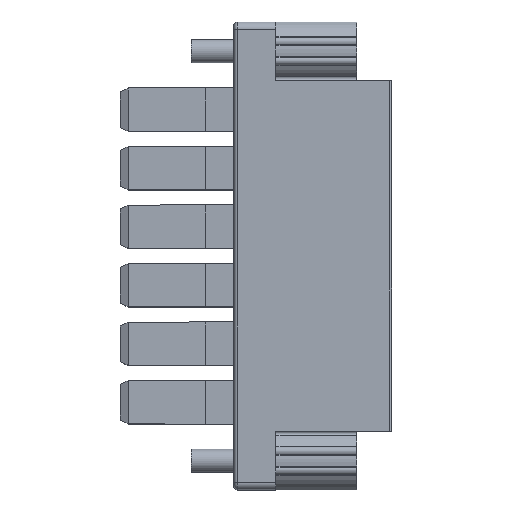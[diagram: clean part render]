
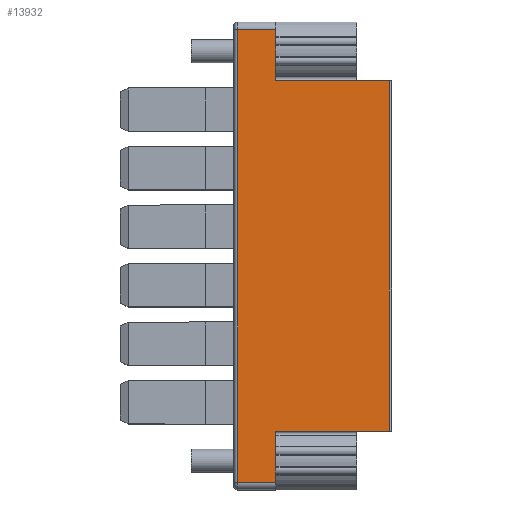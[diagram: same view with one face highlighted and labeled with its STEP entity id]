
A CAD part, top view. The second image highlights one B-rep face of the part: STEP entity #13932.
In plain terms, the highlighted planar face has unit normal (0, 0, 1).
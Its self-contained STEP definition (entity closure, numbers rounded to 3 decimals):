
#13=DIRECTION('',(1.,0.,0.));
#14=VECTOR('',#13,14.75);
#15=CARTESIAN_POINT('',(2.834,0.,9.079));
#16=LINE('',#15,#14);
#1939=DIRECTION('',(-1.,0.,0.));
#1940=VECTOR('',#1939,14.75);
#1941=CARTESIAN_POINT('',(17.584,45.67,9.079));
#1942=LINE('',#1941,#1940);
#2123=DIRECTION('',(0.,1.,0.));
#2124=VECTOR('',#2123,58.91);
#2125=CARTESIAN_POINT('',(-2.166,-6.62,
9.079));
#2126=LINE('',#2125,#2124);
#2127=DIRECTION('',(-1.,0.,0.));
#2128=VECTOR('',#2127,5.);
#2129=CARTESIAN_POINT('',(2.834,52.29,9.079));
#2130=LINE('',#2129,#2128);
#2131=DIRECTION('',(0.,-1.,0.));
#2132=VECTOR('',#2131,6.62);
#2133=CARTESIAN_POINT('',(2.834,52.29,9.079));
#2134=LINE('',#2133,#2132);
#2135=DIRECTION('',(0.,1.,0.));
#2136=VECTOR('',#2135,6.62);
#2137=CARTESIAN_POINT('',(2.834,-6.62,9.079));
#2138=LINE('',#2137,#2136);
#2139=DIRECTION('',(-1.,0.,0.));
#2140=VECTOR('',#2139,5.);
#2141=CARTESIAN_POINT('',(2.834,-6.62,9.079));
#2142=LINE('',#2141,#2140);
#2769=DIRECTION('',(0.,1.,0.));
#2770=VECTOR('',#2769,45.67);
#2771=CARTESIAN_POINT('',(17.584,0.,9.079));
#2772=LINE('',#2771,#2770);
#8953=CARTESIAN_POINT('',(17.584,0.,9.079));
#8954=VERTEX_POINT('',#8953);
#8973=CARTESIAN_POINT('',(17.584,45.67,9.079));
#8974=VERTEX_POINT('',#8973);
#10456=CARTESIAN_POINT('',(2.834,52.29,9.079));
#10457=CARTESIAN_POINT('',(2.834,45.67,9.079));
#10458=VERTEX_POINT('',#10456);
#10459=VERTEX_POINT('',#10457);
#10626=CARTESIAN_POINT('',(2.834,0.,9.079));
#10627=VERTEX_POINT('',#10626);
#10752=CARTESIAN_POINT('',(2.834,-6.62,
9.079));
#10753=VERTEX_POINT('',#10752);
#11238=CARTESIAN_POINT('',(-2.166,-6.62,
9.079));
#11239=VERTEX_POINT('',#11238);
#11242=CARTESIAN_POINT('',(-2.166,52.29,
9.079));
#11243=VERTEX_POINT('',#11242);
#13913=CARTESIAN_POINT('',(-2.166,0.,9.079));
#13914=DIRECTION('',(0.,0.,1.));
#13915=DIRECTION('',(1.,0.,0.));
#13916=AXIS2_PLACEMENT_3D('',#13913,#13914,#13915);
#13917=PLANE('',#13916);
#13919=ORIENTED_EDGE('',*,*,#13918,.T.);
#13920=ORIENTED_EDGE('',*,*,#13908,.F.);
#13921=ORIENTED_EDGE('',*,*,#13559,.T.);
#13922=ORIENTED_EDGE('',*,*,#13625,.F.);
#13924=ORIENTED_EDGE('',*,*,#13923,.F.);
#13925=ORIENTED_EDGE('',*,*,#11377,.F.);
#13927=ORIENTED_EDGE('',*,*,#13926,.F.);
#13929=ORIENTED_EDGE('',*,*,#13928,.T.);
#13930=EDGE_LOOP('',(#13919,#13920,#13921,#13922,#13924,#13925,#13927,#13929));
#13931=FACE_OUTER_BOUND('',#13930,.F.);
#13932=ADVANCED_FACE('',(#13931),#13917,.T.);
#11377=EDGE_CURVE('',#10627,#8954,#16,.T.);
#13559=EDGE_CURVE('',#10458,#10459,#2134,.T.);
#13625=EDGE_CURVE('',#8974,#10459,#1942,.T.);
#13908=EDGE_CURVE('',#10458,#11243,#2130,.T.);
#13918=EDGE_CURVE('',#11239,#11243,#2126,.T.);
#13923=EDGE_CURVE('',#8954,#8974,#2772,.T.);
#13926=EDGE_CURVE('',#10753,#10627,#2138,.T.);
#13928=EDGE_CURVE('',#10753,#11239,#2142,.T.);
